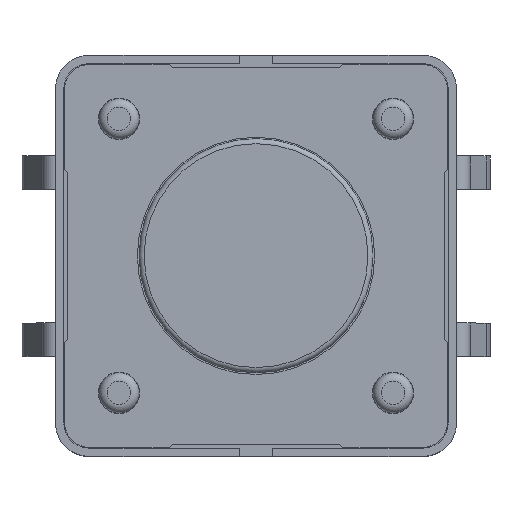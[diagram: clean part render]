
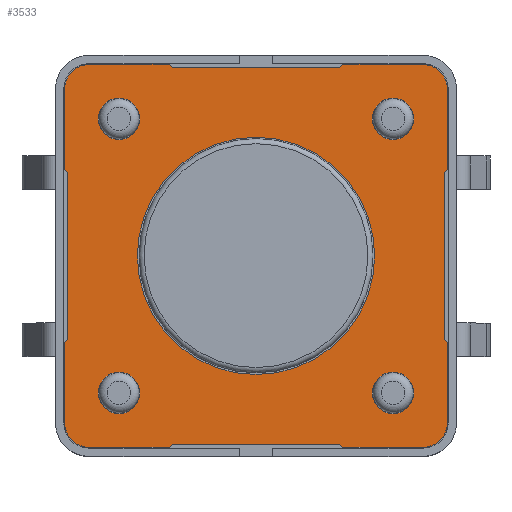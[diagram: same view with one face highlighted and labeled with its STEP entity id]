
A CAD part, top view. The second image highlights one B-rep face of the part: STEP entity #3533.
In plain terms, the highlighted planar face has unit normal (0, 0, 1).
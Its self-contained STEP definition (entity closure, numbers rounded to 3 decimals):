
#27=FACE_BOUND('',#516,.T.);
#28=FACE_BOUND('',#517,.T.);
#29=FACE_BOUND('',#518,.T.);
#30=FACE_BOUND('',#519,.T.);
#31=FACE_BOUND('',#520,.T.);
#100=CIRCLE('',#3796,0.75);
#101=CIRCLE('',#3797,0.75);
#102=CIRCLE('',#3798,0.75);
#103=CIRCLE('',#3799,0.75);
#104=CIRCLE('',#3800,0.62);
#105=CIRCLE('',#3801,0.62);
#106=CIRCLE('',#3802,0.62);
#107=CIRCLE('',#3803,3.55);
#108=CIRCLE('',#3804,0.62);
#325=FACE_OUTER_BOUND('',#515,.T.);
#515=EDGE_LOOP('',(#2723,#2724,#2725,#2726,#2727,#2728,#2729,#2730,#2731,
#2732,#2733,#2734,#2735,#2736,#2737,#2738,#2739,#2740,#2741,#2742,#2743,
#2744,#2745,#2746));
#516=EDGE_LOOP('',(#2747));
#517=EDGE_LOOP('',(#2748));
#518=EDGE_LOOP('',(#2749));
#519=EDGE_LOOP('',(#2750));
#520=EDGE_LOOP('',(#2751));
#846=LINE('',#5537,#1208);
#850=LINE('',#5545,#1212);
#851=LINE('',#5549,#1213);
#852=LINE('',#5551,#1214);
#853=LINE('',#5553,#1215);
#854=LINE('',#5555,#1216);
#855=LINE('',#5557,#1217);
#856=LINE('',#5561,#1218);
#857=LINE('',#5563,#1219);
#858=LINE('',#5565,#1220);
#859=LINE('',#5567,#1221);
#860=LINE('',#5569,#1222);
#861=LINE('',#5573,#1223);
#862=LINE('',#5575,#1224);
#863=LINE('',#5577,#1225);
#864=LINE('',#5579,#1226);
#865=LINE('',#5581,#1227);
#866=LINE('',#5585,#1228);
#867=LINE('',#5587,#1229);
#868=LINE('',#5588,#1230);
#1208=VECTOR('',#4520,10.);
#1212=VECTOR('',#4526,10.);
#1213=VECTOR('',#4529,10.);
#1214=VECTOR('',#4530,10.);
#1215=VECTOR('',#4531,10.);
#1216=VECTOR('',#4532,10.);
#1217=VECTOR('',#4533,10.);
#1218=VECTOR('',#4536,10.);
#1219=VECTOR('',#4537,10.);
#1220=VECTOR('',#4538,10.);
#1221=VECTOR('',#4539,10.);
#1222=VECTOR('',#4540,10.);
#1223=VECTOR('',#4543,10.);
#1224=VECTOR('',#4544,10.);
#1225=VECTOR('',#4545,10.);
#1226=VECTOR('',#4546,10.);
#1227=VECTOR('',#4547,10.);
#1228=VECTOR('',#4550,10.);
#1229=VECTOR('',#4551,10.);
#1230=VECTOR('',#4552,10.);
#1532=VERTEX_POINT('',#5535);
#1533=VERTEX_POINT('',#5536);
#1536=VERTEX_POINT('',#5544);
#1537=VERTEX_POINT('',#5546);
#1538=VERTEX_POINT('',#5548);
#1539=VERTEX_POINT('',#5550);
#1540=VERTEX_POINT('',#5552);
#1541=VERTEX_POINT('',#5554);
#1542=VERTEX_POINT('',#5556);
#1543=VERTEX_POINT('',#5558);
#1544=VERTEX_POINT('',#5560);
#1545=VERTEX_POINT('',#5562);
#1546=VERTEX_POINT('',#5564);
#1547=VERTEX_POINT('',#5566);
#1548=VERTEX_POINT('',#5568);
#1549=VERTEX_POINT('',#5570);
#1550=VERTEX_POINT('',#5572);
#1551=VERTEX_POINT('',#5574);
#1552=VERTEX_POINT('',#5576);
#1553=VERTEX_POINT('',#5578);
#1554=VERTEX_POINT('',#5580);
#1555=VERTEX_POINT('',#5582);
#1556=VERTEX_POINT('',#5584);
#1557=VERTEX_POINT('',#5586);
#1558=VERTEX_POINT('',#5589);
#1559=VERTEX_POINT('',#5591);
#1560=VERTEX_POINT('',#5593);
#1561=VERTEX_POINT('',#5595);
#1562=VERTEX_POINT('',#5597);
#1958=EDGE_CURVE('',#1532,#1533,#846,.T.);
#1962=EDGE_CURVE('',#1532,#1536,#850,.T.);
#1963=EDGE_CURVE('',#1536,#1537,#100,.T.);
#1964=EDGE_CURVE('',#1537,#1538,#851,.T.);
#1965=EDGE_CURVE('',#1538,#1539,#852,.T.);
#1966=EDGE_CURVE('',#1539,#1540,#853,.T.);
#1967=EDGE_CURVE('',#1540,#1541,#854,.T.);
#1968=EDGE_CURVE('',#1541,#1542,#855,.T.);
#1969=EDGE_CURVE('',#1542,#1543,#101,.T.);
#1970=EDGE_CURVE('',#1543,#1544,#856,.T.);
#1971=EDGE_CURVE('',#1544,#1545,#857,.T.);
#1972=EDGE_CURVE('',#1545,#1546,#858,.T.);
#1973=EDGE_CURVE('',#1546,#1547,#859,.T.);
#1974=EDGE_CURVE('',#1547,#1548,#860,.T.);
#1975=EDGE_CURVE('',#1548,#1549,#102,.T.);
#1976=EDGE_CURVE('',#1549,#1550,#861,.T.);
#1977=EDGE_CURVE('',#1550,#1551,#862,.T.);
#1978=EDGE_CURVE('',#1551,#1552,#863,.T.);
#1979=EDGE_CURVE('',#1552,#1553,#864,.T.);
#1980=EDGE_CURVE('',#1553,#1554,#865,.T.);
#1981=EDGE_CURVE('',#1554,#1555,#103,.T.);
#1982=EDGE_CURVE('',#1555,#1556,#866,.T.);
#1983=EDGE_CURVE('',#1556,#1557,#867,.T.);
#1984=EDGE_CURVE('',#1557,#1533,#868,.T.);
#1985=EDGE_CURVE('',#1558,#1558,#104,.T.);
#1986=EDGE_CURVE('',#1559,#1559,#105,.T.);
#1987=EDGE_CURVE('',#1560,#1560,#106,.T.);
#1988=EDGE_CURVE('',#1561,#1561,#107,.T.);
#1989=EDGE_CURVE('',#1562,#1562,#108,.T.);
#2723=ORIENTED_EDGE('',*,*,#1958,.F.);
#2724=ORIENTED_EDGE('',*,*,#1962,.T.);
#2725=ORIENTED_EDGE('',*,*,#1963,.T.);
#2726=ORIENTED_EDGE('',*,*,#1964,.T.);
#2727=ORIENTED_EDGE('',*,*,#1965,.T.);
#2728=ORIENTED_EDGE('',*,*,#1966,.T.);
#2729=ORIENTED_EDGE('',*,*,#1967,.T.);
#2730=ORIENTED_EDGE('',*,*,#1968,.T.);
#2731=ORIENTED_EDGE('',*,*,#1969,.T.);
#2732=ORIENTED_EDGE('',*,*,#1970,.T.);
#2733=ORIENTED_EDGE('',*,*,#1971,.T.);
#2734=ORIENTED_EDGE('',*,*,#1972,.T.);
#2735=ORIENTED_EDGE('',*,*,#1973,.T.);
#2736=ORIENTED_EDGE('',*,*,#1974,.T.);
#2737=ORIENTED_EDGE('',*,*,#1975,.T.);
#2738=ORIENTED_EDGE('',*,*,#1976,.T.);
#2739=ORIENTED_EDGE('',*,*,#1977,.T.);
#2740=ORIENTED_EDGE('',*,*,#1978,.T.);
#2741=ORIENTED_EDGE('',*,*,#1979,.T.);
#2742=ORIENTED_EDGE('',*,*,#1980,.T.);
#2743=ORIENTED_EDGE('',*,*,#1981,.T.);
#2744=ORIENTED_EDGE('',*,*,#1982,.T.);
#2745=ORIENTED_EDGE('',*,*,#1983,.T.);
#2746=ORIENTED_EDGE('',*,*,#1984,.T.);
#2747=ORIENTED_EDGE('',*,*,#1985,.T.);
#2748=ORIENTED_EDGE('',*,*,#1986,.T.);
#2749=ORIENTED_EDGE('',*,*,#1987,.T.);
#2750=ORIENTED_EDGE('',*,*,#1988,.T.);
#2751=ORIENTED_EDGE('',*,*,#1989,.T.);
#3195=PLANE('',#3795);
#3533=ADVANCED_FACE('',(#325,#27,#28,#29,#30,#31),#3195,.T.);
#3795=AXIS2_PLACEMENT_3D('',#5543,#4524,#4525);
#3796=AXIS2_PLACEMENT_3D('',#5547,#4527,#4528);
#3797=AXIS2_PLACEMENT_3D('',#5559,#4534,#4535);
#3798=AXIS2_PLACEMENT_3D('',#5571,#4541,#4542);
#3799=AXIS2_PLACEMENT_3D('',#5583,#4548,#4549);
#3800=AXIS2_PLACEMENT_3D('',#5590,#4553,#4554);
#3801=AXIS2_PLACEMENT_3D('',#5592,#4555,#4556);
#3802=AXIS2_PLACEMENT_3D('',#5594,#4557,#4558);
#3803=AXIS2_PLACEMENT_3D('',#5596,#4559,#4560);
#3804=AXIS2_PLACEMENT_3D('',#5598,#4561,#4562);
#4520=DIRECTION('',(0.707,-0.707,0.));
#4524=DIRECTION('center_axis',(0.,0.,1.));
#4525=DIRECTION('ref_axis',(1.,0.,0.));
#4526=DIRECTION('',(-1.,0.,0.));
#4527=DIRECTION('center_axis',(0.,0.,1.));
#4528=DIRECTION('ref_axis',(0.,1.,0.));
#4529=DIRECTION('',(0.,-1.,0.));
#4530=DIRECTION('',(0.707,-0.707,0.));
#4531=DIRECTION('',(0.,-1.,0.));
#4532=DIRECTION('',(-0.707,-0.707,0.));
#4533=DIRECTION('',(0.,-1.,0.));
#4534=DIRECTION('center_axis',(0.,0.,1.));
#4535=DIRECTION('ref_axis',(-1.,0.,0.));
#4536=DIRECTION('',(1.,0.,0.));
#4537=DIRECTION('',(0.707,0.707,0.));
#4538=DIRECTION('',(1.,0.,0.));
#4539=DIRECTION('',(0.707,-0.707,0.));
#4540=DIRECTION('',(1.,0.,0.));
#4541=DIRECTION('center_axis',(0.,0.,1.));
#4542=DIRECTION('ref_axis',(0.,-1.,0.));
#4543=DIRECTION('',(0.,1.,0.));
#4544=DIRECTION('',(-0.707,0.707,0.));
#4545=DIRECTION('',(0.,1.,0.));
#4546=DIRECTION('',(0.707,0.707,0.));
#4547=DIRECTION('',(0.,1.,0.));
#4548=DIRECTION('center_axis',(0.,0.,1.));
#4549=DIRECTION('ref_axis',(1.,0.,0.));
#4550=DIRECTION('',(-1.,0.,0.));
#4551=DIRECTION('',(-0.707,-0.707,0.));
#4552=DIRECTION('',(-1.,0.,0.));
#4553=DIRECTION('center_axis',(0.,0.,-1.));
#4554=DIRECTION('ref_axis',(-1.,0.,0.));
#4555=DIRECTION('center_axis',(0.,0.,-1.));
#4556=DIRECTION('ref_axis',(-1.,0.,0.));
#4557=DIRECTION('center_axis',(0.,0.,-1.));
#4558=DIRECTION('ref_axis',(-1.,0.,0.));
#4559=DIRECTION('center_axis',(0.,0.,-1.));
#4560=DIRECTION('ref_axis',(-1.,0.,0.));
#4561=DIRECTION('center_axis',(0.,0.,-1.));
#4562=DIRECTION('ref_axis',(-1.,0.,0.));
#5535=CARTESIAN_POINT('',(-2.6,5.73,3.45));
#5536=CARTESIAN_POINT('',(-2.5,5.63,3.45));
#5537=CARTESIAN_POINT('',(-0.493,3.622,3.45));
#5543=CARTESIAN_POINT('Origin',(0.,0.,3.45));
#5544=CARTESIAN_POINT('',(-4.98,5.73,3.45));
#5545=CARTESIAN_POINT('',(-2.5,5.73,3.45));
#5546=CARTESIAN_POINT('',(-5.73,4.98,3.45));
#5547=CARTESIAN_POINT('Origin',(-4.98,4.98,3.45));
#5548=CARTESIAN_POINT('',(-5.73,2.6,3.45));
#5549=CARTESIAN_POINT('',(-5.73,4.98,3.45));
#5550=CARTESIAN_POINT('',(-5.63,2.5,3.45));
#5551=CARTESIAN_POINT('',(-5.73,2.6,3.45));
#5552=CARTESIAN_POINT('',(-5.63,-2.5,3.45));
#5553=CARTESIAN_POINT('',(-5.63,2.5,3.45));
#5554=CARTESIAN_POINT('',(-5.73,-2.6,3.45));
#5555=CARTESIAN_POINT('',(-5.63,-2.5,3.45));
#5556=CARTESIAN_POINT('',(-5.73,-4.98,3.45));
#5557=CARTESIAN_POINT('',(-5.73,-2.6,3.45));
#5558=CARTESIAN_POINT('',(-4.98,-5.73,3.45));
#5559=CARTESIAN_POINT('Origin',(-4.98,-4.98,3.45));
#5560=CARTESIAN_POINT('',(-2.6,-5.73,3.45));
#5561=CARTESIAN_POINT('',(-4.98,-5.73,3.45));
#5562=CARTESIAN_POINT('',(-2.5,-5.63,3.45));
#5563=CARTESIAN_POINT('',(-2.6,-5.73,3.45));
#5564=CARTESIAN_POINT('',(2.5,-5.63,3.45));
#5565=CARTESIAN_POINT('',(-2.5,-5.63,3.45));
#5566=CARTESIAN_POINT('',(2.6,-5.73,3.45));
#5567=CARTESIAN_POINT('',(2.5,-5.63,3.45));
#5568=CARTESIAN_POINT('',(4.98,-5.73,3.45));
#5569=CARTESIAN_POINT('',(2.6,-5.73,3.45));
#5570=CARTESIAN_POINT('',(5.73,-4.98,3.45));
#5571=CARTESIAN_POINT('Origin',(4.98,-4.98,3.45));
#5572=CARTESIAN_POINT('',(5.73,-2.6,3.45));
#5573=CARTESIAN_POINT('',(5.73,-4.98,3.45));
#5574=CARTESIAN_POINT('',(5.63,-2.5,3.45));
#5575=CARTESIAN_POINT('',(5.73,-2.6,3.45));
#5576=CARTESIAN_POINT('',(5.63,2.5,3.45));
#5577=CARTESIAN_POINT('',(5.63,-2.5,3.45));
#5578=CARTESIAN_POINT('',(5.73,2.6,3.45));
#5579=CARTESIAN_POINT('',(5.63,2.5,3.45));
#5580=CARTESIAN_POINT('',(5.73,4.98,3.45));
#5581=CARTESIAN_POINT('',(5.73,2.6,3.45));
#5582=CARTESIAN_POINT('',(4.98,5.73,3.45));
#5583=CARTESIAN_POINT('Origin',(4.98,4.98,3.45));
#5584=CARTESIAN_POINT('',(2.6,5.73,3.45));
#5585=CARTESIAN_POINT('',(4.98,5.73,3.45));
#5586=CARTESIAN_POINT('',(2.5,5.63,3.45));
#5587=CARTESIAN_POINT('',(2.6,5.73,3.45));
#5588=CARTESIAN_POINT('',(2.5,5.63,3.45));
#5589=CARTESIAN_POINT('',(4.72,4.1,3.45));
#5590=CARTESIAN_POINT('Origin',(4.1,4.1,3.45));
#5591=CARTESIAN_POINT('',(-3.48,-4.1,3.45));
#5592=CARTESIAN_POINT('Origin',(-4.1,-4.1,3.45));
#5593=CARTESIAN_POINT('',(4.72,-4.1,3.45));
#5594=CARTESIAN_POINT('Origin',(4.1,-4.1,3.45));
#5595=CARTESIAN_POINT('',(3.55,0.,3.45));
#5596=CARTESIAN_POINT('Origin',(0.,0.,3.45));
#5597=CARTESIAN_POINT('',(-3.48,4.1,3.45));
#5598=CARTESIAN_POINT('Origin',(-4.1,4.1,3.45));
